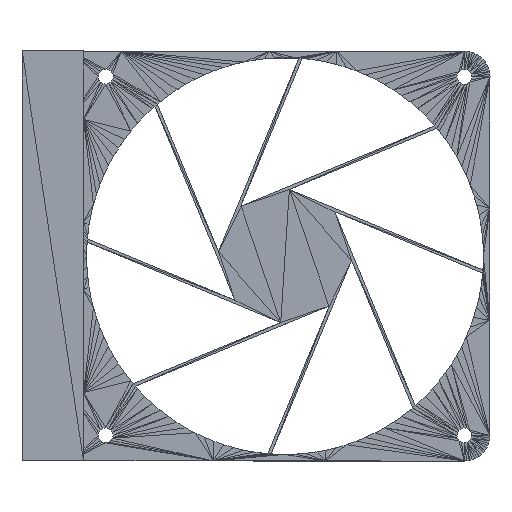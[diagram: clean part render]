
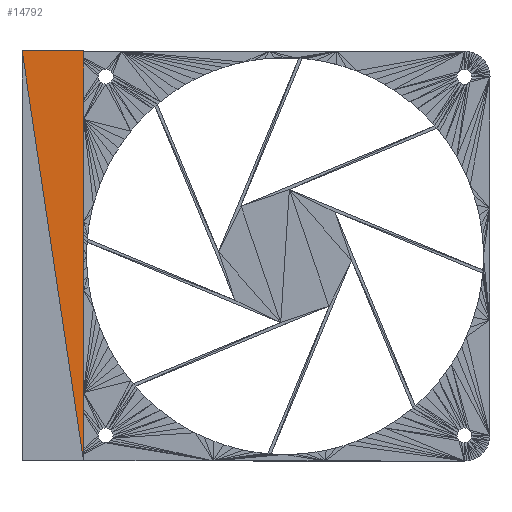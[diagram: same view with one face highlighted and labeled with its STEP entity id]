
A CAD part, top view. The second image highlights one B-rep face of the part: STEP entity #14792.
In plain terms, the highlighted planar face has unit normal (0, 0, 1).
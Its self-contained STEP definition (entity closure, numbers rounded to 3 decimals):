
#72=FACE_OUTER_BOUND('',#1412,.T.);
#1412=EDGE_LOOP('',(#9522,#9523,#9524));
#2780=LINE('',#22306,#4790);
#2782=LINE('',#22311,#4792);
#2783=LINE('',#22312,#4793);
#4790=VECTOR('',#17622,10.);
#4792=VECTOR('',#17628,10.);
#4793=VECTOR('',#17629,10.);
#6743=VERTEX_POINT('',#22231);
#6756=VERTEX_POINT('',#22304);
#6757=VERTEX_POINT('',#22310);
#7450=EDGE_CURVE('',#6756,#6743,#2780,.T.);
#7452=EDGE_CURVE('',#6757,#6756,#2782,.T.);
#7453=EDGE_CURVE('',#6757,#6743,#2783,.T.);
#9522=ORIENTED_EDGE('',*,*,#7450,.F.);
#9523=ORIENTED_EDGE('',*,*,#7452,.F.);
#9524=ORIENTED_EDGE('',*,*,#7453,.T.);
#13452=PLANE('',#16159);
#14792=ADVANCED_FACE('',(#72),#13452,.T.);
#16159=AXIS2_PLACEMENT_3D('',#22309,#17626,#17627);
#17622=DIRECTION('',(0.,-1.,0.));
#17626=DIRECTION('center_axis',(0.,0.,1.));
#17627=DIRECTION('ref_axis',(-1.,0.,0.));
#17628=DIRECTION('',(1.,0.,0.));
#17629=DIRECTION('',(0.148,-0.989,0.));
#22231=CARTESIAN_POINT('',(-44.003,-100.002,25.998));
#22304=CARTESIAN_POINT('',(-44.003,19.998,25.998));
#22306=CARTESIAN_POINT('',(-44.003,19.998,25.998));
#22309=CARTESIAN_POINT('Origin',(-62.,19.998,25.998));
#22310=CARTESIAN_POINT('',(-62.,19.998,25.998));
#22311=CARTESIAN_POINT('',(-62.,19.998,25.998));
#22312=CARTESIAN_POINT('',(-62.,19.998,25.998));
